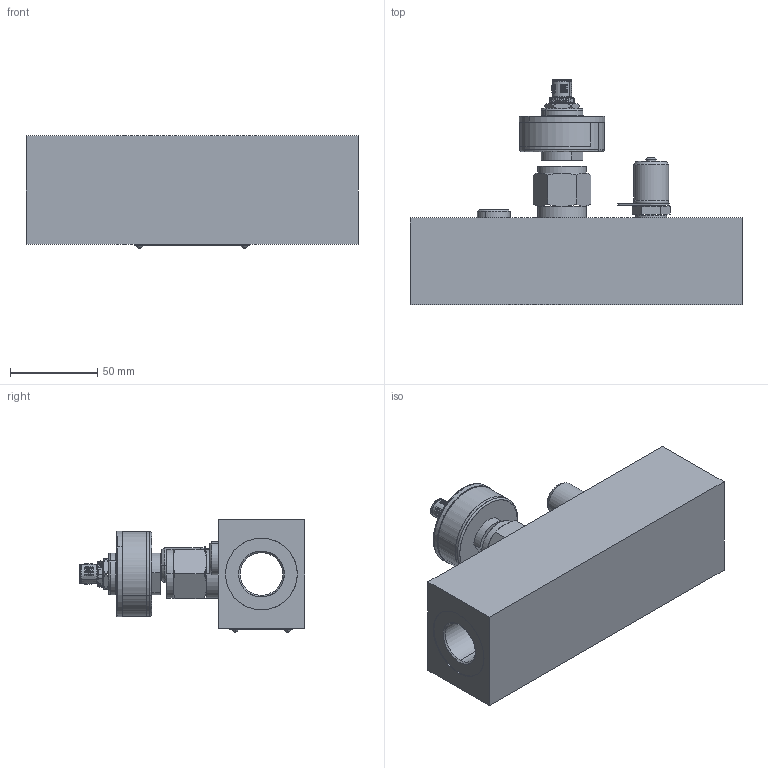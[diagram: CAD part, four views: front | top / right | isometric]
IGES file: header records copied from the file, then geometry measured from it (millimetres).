
Start section: SolidWorks IGES file using analytic representation for surfaces
Global section: file name: ECA'CT150-CAN-B-B-6.IGS; native system: SolidWorks 2014; preprocessor: SolidWorks 2014; author: afp; date: 141110.100451; units: millimetre
Bounding box: 190 x 129.08 x 64.29 mm (x, y, z)
Surface area: 72336.7 mm2 (no closed solid volume)
Topology: 0 solids, 0 shells, 437 faces, 6576 edges, 6574 vertices
Faces by surface type: bspline 276, revolution 161
